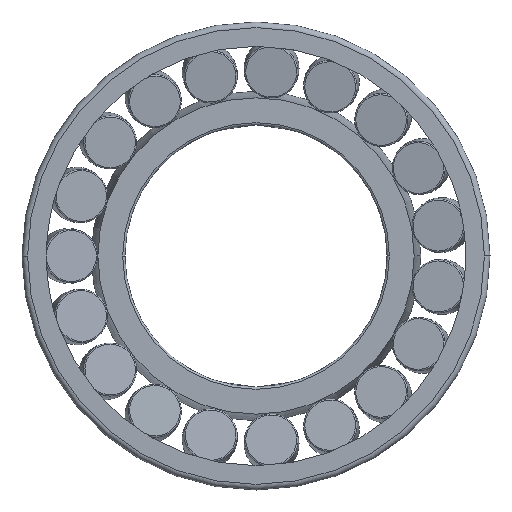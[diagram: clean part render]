
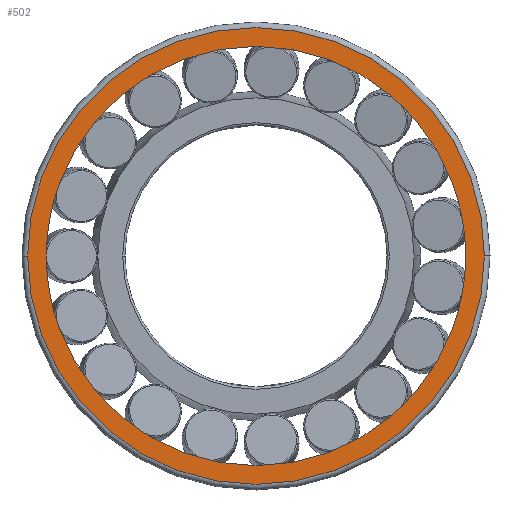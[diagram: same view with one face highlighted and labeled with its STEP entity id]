
A CAD part, left-side view. The second image highlights one B-rep face of the part: STEP entity #502.
In plain terms, the highlighted planar face has unit normal (-1, 0, 0).
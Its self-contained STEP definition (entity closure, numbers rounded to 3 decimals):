
#502=ADVANCED_FACE('',(#1326,#1327),#1328,.T.);
#1326=FACE_OUTER_BOUND('',#2546,.T.);
#1327=FACE_BOUND('',#2547,.T.);
#1328=PLANE('',#2548);
#2546=EDGE_LOOP('',(#3750,#3751));
#2547=EDGE_LOOP('',(#3752,#3753,#3754));
#2548=AXIS2_PLACEMENT_3D('',#3755,#3756,#3757);
#3750=ORIENTED_EDGE('',*,*,#6385,.F.);
#3751=ORIENTED_EDGE('',*,*,#6435,.F.);
#3752=ORIENTED_EDGE('',*,*,#6431,.T.);
#3753=ORIENTED_EDGE('',*,*,#6390,.T.);
#3754=ORIENTED_EDGE('',*,*,#6432,.T.);
#3755=CARTESIAN_POINT('',(0.0,0.,58.497));
#3756=DIRECTION('',(-1.0,-0.0,0.0));
#3757=DIRECTION('',(0.0,0.0,1.0));
#6385=EDGE_CURVE('',#7469,#7472,#7473,.T.);
#6390=EDGE_CURVE('',#7480,#7477,#7481,.T.);
#6431=EDGE_CURVE('',#7534,#7480,#7535,.T.);
#6432=EDGE_CURVE('',#7477,#7534,#7536,.T.);
#6435=EDGE_CURVE('',#7472,#7469,#7539,.T.);
#7469=VERTEX_POINT('',#8986);
#7472=VERTEX_POINT('',#8989);
#7473=CIRCLE('',#8990,61.);
#7477=VERTEX_POINT('',#8994);
#7480=VERTEX_POINT('',#8997);
#7481=CIRCLE('',#8998,55.994);
#7534=VERTEX_POINT('',#9259);
#7535=CIRCLE('',#9260,55.994);
#7536=CIRCLE('',#9261,55.994);
#7539=CIRCLE('',#9264,61.);
#8986=CARTESIAN_POINT('',(0.0,61.,0.));
#8989=CARTESIAN_POINT('',(0.0,-61.,0.));
#8990=AXIS2_PLACEMENT_3D('',#10713,#10714,#10715);
#8994=CARTESIAN_POINT('',(0.0,55.994,0.));
#8997=CARTESIAN_POINT('',(0.0,-55.994,0.));
#8998=AXIS2_PLACEMENT_3D('',#10725,#10726,#10727);
#9259=CARTESIAN_POINT('',(0.0,0.,55.994));
#9260=AXIS2_PLACEMENT_3D('',#10783,#10784,#10785);
#9261=AXIS2_PLACEMENT_3D('',#10786,#10787,#10788);
#9264=AXIS2_PLACEMENT_3D('',#10792,#10793,#10794);
#10713=CARTESIAN_POINT('',(0.0,0.0,0.0));
#10714=DIRECTION('',(1.0,0.0,-0.0));
#10715=DIRECTION('',(0.0,0.,1.0));
#10725=CARTESIAN_POINT('',(0.0,0.0,0.0));
#10726=DIRECTION('',(1.0,0.0,-0.0));
#10727=DIRECTION('',(0.0,0.,1.0));
#10783=CARTESIAN_POINT('',(0.0,0.0,0.0));
#10784=DIRECTION('',(1.0,0.0,-0.0));
#10785=DIRECTION('',(0.0,0.,1.0));
#10786=CARTESIAN_POINT('',(0.0,0.0,0.0));
#10787=DIRECTION('',(1.0,0.0,-0.0));
#10788=DIRECTION('',(0.0,0.,1.0));
#10792=CARTESIAN_POINT('',(0.0,0.0,0.0));
#10793=DIRECTION('',(1.0,0.0,-0.0));
#10794=DIRECTION('',(0.0,0.,1.0));
